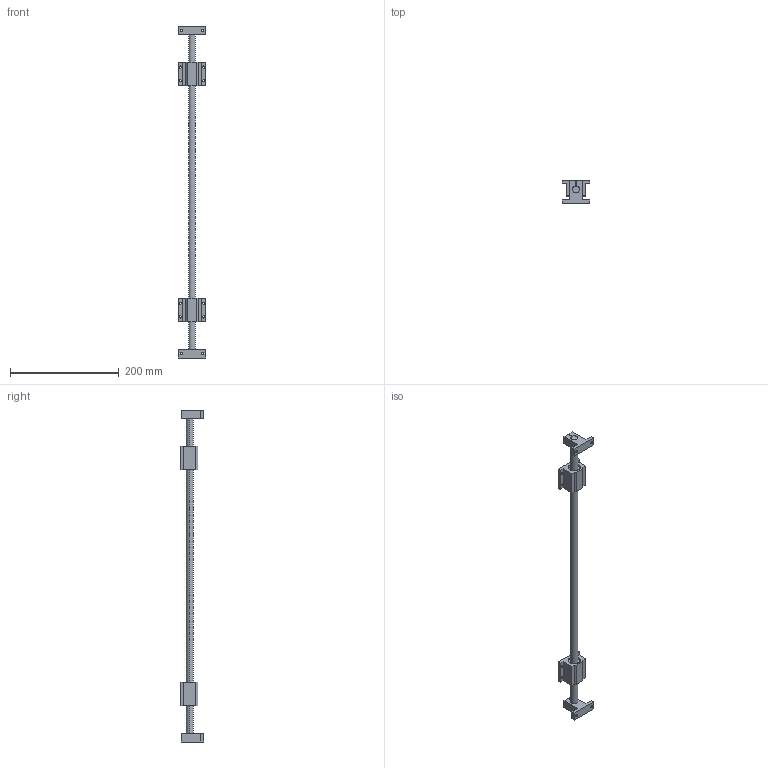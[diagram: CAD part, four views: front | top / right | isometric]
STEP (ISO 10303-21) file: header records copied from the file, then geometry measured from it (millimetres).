
FILE_DESCRIPTION (( 'STEP AP203' ), '1' );
FILE_NAME ('LARSA1-08L24C.step', '2022-08-29T21:36:09', ( '' ), ( '' ), 'SwSTEP 2.0', 'SolidWorks 2021', '' );
FILE_SCHEMA (( 'CONFIG_CONTROL_DESIGN' ));
Length unit declared in the file: inch
Products named in the file (3): LARSACC-001; LARSA1-08L24C_RAIL; LARSA1-08L24C
Assembly tree (3 placements, depth 2):
  LARSA1-08L24C
    LARSA1-08L24C_RAIL
    LARSACC-001  x2
Bounding box: 50.8 x 42.85 x 609.6 mm (x, y, z)
Volume: 189881.7 mm3; surface area: 59139.8 mm2
Topology: 7 solids, 7 shells, 160 faces, 412 edges, 272 vertices
Faces by surface type: plane 96, cylinder 60, cone 4
Entity records: 4040 total; most frequent: CARTESIAN_POINT 681, DIRECTION 643, ORIENTED_EDGE 606, EDGE_CURVE 303, AXIS2_PLACEMENT_3D 216, LINE 211, VECTOR 211, VERTEX_POINT 200
